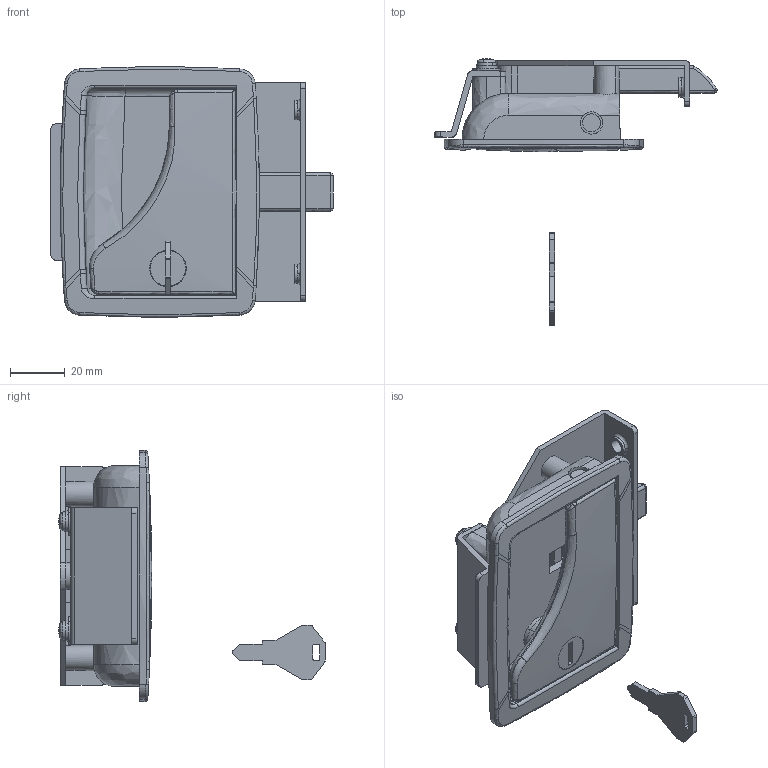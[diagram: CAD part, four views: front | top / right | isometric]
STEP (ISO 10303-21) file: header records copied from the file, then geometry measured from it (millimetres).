
FILE_DESCRIPTION((''),'2;1');
FILE_NAME('','2006-01-17T10:48:19',(''),(''),'','CADfix','');
FILE_SCHEMA(('AUTOMOTIVE_DESIGN'));
Length unit declared in the file: millimetre
Products named in the file (9): handle_mr; bracket_B_mr; screw_mr; lock_mr; base_mr; latch_mr; key_mr; bracket_A_mr; THA_281_3_24407_36
Assembly tree (9 placements, depth 2):
  THA_281_3_24407_36
    handle_mr
    bracket_B_mr
    screw_mr  x2
    lock_mr
    base_mr
    latch_mr
    key_mr
    bracket_A_mr
Bounding box: 103.42 x 97.59 x 92 mm (x, y, z)
Volume: 71567.4 mm3; surface area: 57266.8 mm2
Topology: 9 solids, 9 shells, 505 faces, 1636 edges, 1166 vertices
Faces by surface type: bspline 505
Entity records: 22336 total; most frequent: CARTESIAN_POINT 13251, ORIENTED_EDGE 3016, EDGE_CURVE 1508, VERTEX_POINT 1071, QUASI_UNIFORM_CURVE 769, B_SPLINE_CURVE_WITH_KNOTS 718, EDGE_LOOP 517, FACE_OUTER_BOUND 468
